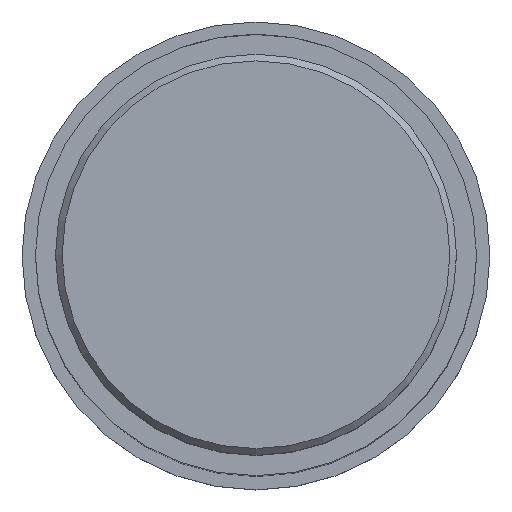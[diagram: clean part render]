
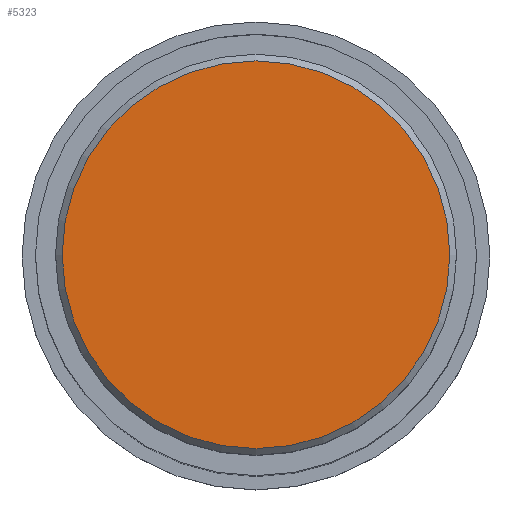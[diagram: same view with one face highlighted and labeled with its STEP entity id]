
A CAD part, top view. The second image highlights one B-rep face of the part: STEP entity #5323.
In plain terms, the highlighted planar face has unit normal (0, 0, 1).
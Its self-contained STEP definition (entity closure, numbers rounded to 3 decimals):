
#5038 = CONICAL_SURFACE('',#5039,30.,0.785);
#5039 = AXIS2_PLACEMENT_3D('',#5040,#5041,#5042);
#5040 = CARTESIAN_POINT('',(0.,0.,364.));
#5041 = DIRECTION('',(-0.,-0.,-1.));
#5042 = DIRECTION('',(0.,1.,0.));
#5267 = VERTEX_POINT('',#5268);
#5268 = CARTESIAN_POINT('',(0.,29.,365.));
#5289 = EDGE_CURVE('',#5267,#5267,#5290,.T.);
#5290 = SURFACE_CURVE('',#5291,(#5296,#5303),.PCURVE_S1.);
#5291 = CIRCLE('',#5292,29.);
#5292 = AXIS2_PLACEMENT_3D('',#5293,#5294,#5295);
#5293 = CARTESIAN_POINT('',(0.,0.,365.));
#5294 = DIRECTION('',(0.,-0.,1.));
#5295 = DIRECTION('',(0.,1.,0.));
#5296 = PCURVE('',#5038,#5297);
#5297 = DEFINITIONAL_REPRESENTATION('',(#5298),#5302);
#5298 = LINE('',#5299,#5300);
#5299 = CARTESIAN_POINT('',(-0.,-1.));
#5300 = VECTOR('',#5301,1.);
#5301 = DIRECTION('',(-1.,-0.));
#5302 = ( GEOMETRIC_REPRESENTATION_CONTEXT(2) 
PARAMETRIC_REPRESENTATION_CONTEXT() REPRESENTATION_CONTEXT('2D SPACE',''
  ) );
#5303 = PCURVE('',#5304,#5309);
#5304 = PLANE('',#5305);
#5305 = AXIS2_PLACEMENT_3D('',#5306,#5307,#5308);
#5306 = CARTESIAN_POINT('',(0.,0.,365.));
#5307 = DIRECTION('',(0.,0.,1.));
#5308 = DIRECTION('',(0.,1.,0.));
#5309 = DEFINITIONAL_REPRESENTATION('',(#5310),#5314);
#5310 = CIRCLE('',#5311,29.);
#5311 = AXIS2_PLACEMENT_2D('',#5312,#5313);
#5312 = CARTESIAN_POINT('',(0.,0.));
#5313 = DIRECTION('',(1.,0.));
#5314 = ( GEOMETRIC_REPRESENTATION_CONTEXT(2) 
PARAMETRIC_REPRESENTATION_CONTEXT() REPRESENTATION_CONTEXT('2D SPACE',''
  ) );
#5323 = ADVANCED_FACE('',(#5324),#5304,.T.);
#5324 = FACE_BOUND('',#5325,.T.);
#5325 = EDGE_LOOP('',(#5326));
#5326 = ORIENTED_EDGE('',*,*,#5289,.T.);
